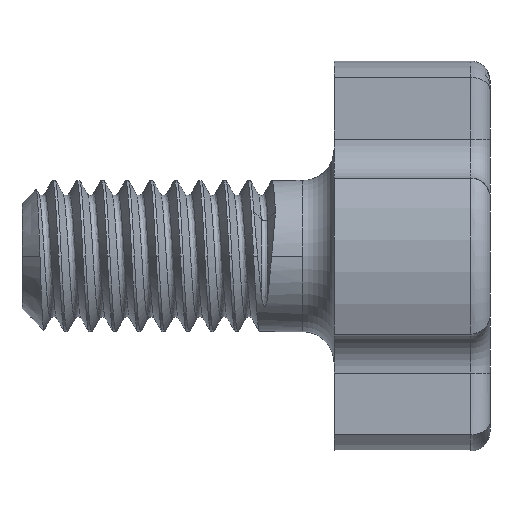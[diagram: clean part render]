
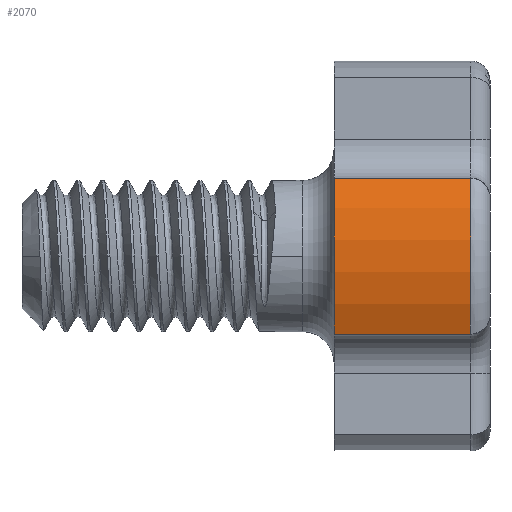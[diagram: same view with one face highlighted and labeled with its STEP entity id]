
A CAD part, front view. The second image highlights one B-rep face of the part: STEP entity #2070.
In plain terms, the highlighted cylindrical face has radius 10 mm (diameter 20 mm), a partial arc.
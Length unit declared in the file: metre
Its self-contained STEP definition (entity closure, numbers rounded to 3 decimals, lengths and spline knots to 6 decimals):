
#92 = VERTEX_POINT ( 'NONE', #4218 ) ;
#360 = EDGE_CURVE ( 'NONE', #92, #4133, #5005, .T. ) ;
#367 = VERTEX_POINT ( 'NONE', #2071 ) ;
#530 = EDGE_CURVE ( 'NONE', #3017, #367, #3262, .T. ) ;
#789 = ORIENTED_EDGE ( 'NONE', *, *, #530, .T. ) ;
#845 = ORIENTED_EDGE ( 'NONE', *, *, #360, .F. ) ;
#933 = CIRCLE ( 'NONE', #4207, 0.01 ) ;
#943 = DIRECTION ( 'NONE',  ( 0., 0., 1. ) ) ;
#1025 = ORIENTED_EDGE ( 'NONE', *, *, #5212, .F. ) ;
#1138 = CARTESIAN_POINT ( 'NONE',  ( 0.004, -0.009165, -0.008 ) ) ;
#1167 = DIRECTION ( 'NONE',  ( 0., 0., 1. ) ) ;
#1174 = CARTESIAN_POINT ( 'NONE',  ( -0.004, -0.009165, -0.008 ) ) ;
#1512 = EDGE_CURVE ( 'NONE', #92, #3017, #933, .T. ) ;
#1624 = VECTOR ( 'NONE', #3305, 1. ) ;
#1787 = EDGE_LOOP ( 'NONE', ( #845, #4768, #789, #1025 ) ) ;
#2054 = DIRECTION ( 'NONE',  ( 0., 0., 1. ) ) ;
#2070 = ADVANCED_FACE ( 'NONE', ( #3800 ), #4221, .T. ) ;
#2071 = CARTESIAN_POINT ( 'NONE',  ( 0.004, -0.009165, 0. ) ) ;
#2079 = VECTOR ( 'NONE', #2054, 1. ) ;
#2090 = AXIS2_PLACEMENT_3D ( 'NONE', #4636, #1167, #2856 ) ;
#2246 = DIRECTION ( 'NONE',  ( 1., 0., 0. ) ) ;
#2411 = AXIS2_PLACEMENT_3D ( 'NONE', #2810, #3584, #3665 ) ;
#2810 = CARTESIAN_POINT ( 'NONE',  ( 0., 0., 0. ) ) ;
#2856 = DIRECTION ( 'NONE',  ( 1., 0., 0. ) ) ;
#3017 = VERTEX_POINT ( 'NONE', #5149 ) ;
#3262 = LINE ( 'NONE', #1138, #2079 ) ;
#3305 = DIRECTION ( 'NONE',  ( 0., 0., 1. ) ) ;
#3378 = CIRCLE ( 'NONE', #2411, 0.01 ) ;
#3571 = CARTESIAN_POINT ( 'NONE',  ( -0.004, -0.009165, 0. ) ) ;
#3584 = DIRECTION ( 'NONE',  ( 0., 0., 1. ) ) ;
#3665 = DIRECTION ( 'NONE',  ( 1., 0., 0. ) ) ;
#3800 = FACE_OUTER_BOUND ( 'NONE', #1787, .T. ) ;
#4133 = VERTEX_POINT ( 'NONE', #3571 ) ;
#4207 = AXIS2_PLACEMENT_3D ( 'NONE', #4791, #943, #2246 ) ;
#4218 = CARTESIAN_POINT ( 'NONE',  ( -0.004, -0.009165, -0.007 ) ) ;
#4221 = CYLINDRICAL_SURFACE ( 'NONE', #2090, 0.01 ) ;
#4636 = CARTESIAN_POINT ( 'NONE',  ( 0., 0., -0.008 ) ) ;
#4768 = ORIENTED_EDGE ( 'NONE', *, *, #1512, .T. ) ;
#4791 = CARTESIAN_POINT ( 'NONE',  ( 0., 0., -0.007 ) ) ;
#5005 = LINE ( 'NONE', #1174, #1624 ) ;
#5149 = CARTESIAN_POINT ( 'NONE',  ( 0.004, -0.009165, -0.007 ) ) ;
#5212 = EDGE_CURVE ( 'NONE', #4133, #367, #3378, .T. ) ;
